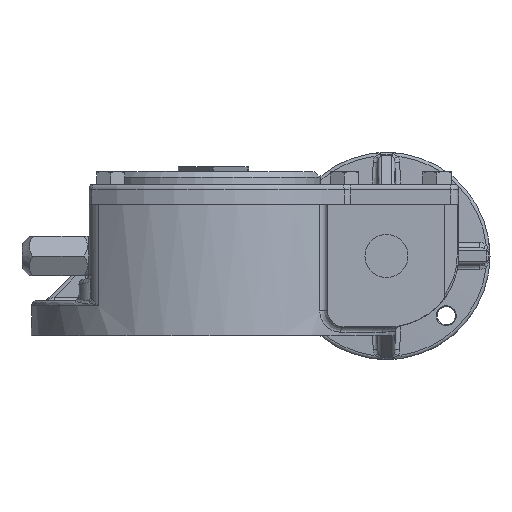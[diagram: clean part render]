
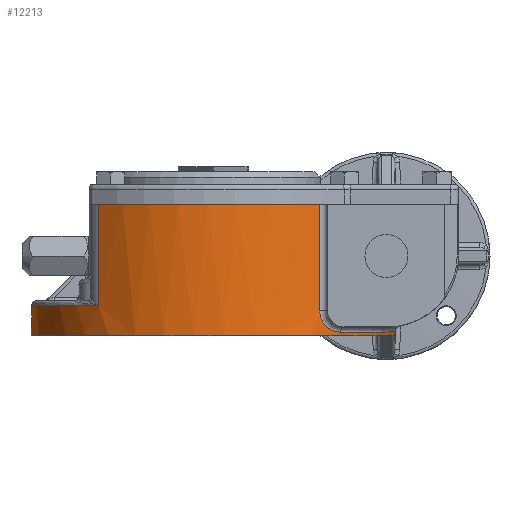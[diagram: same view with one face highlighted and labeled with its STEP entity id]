
A CAD part, front view. The second image highlights one B-rep face of the part: STEP entity #12213.
In plain terms, the highlighted cylindrical face has radius 110 mm (diameter 220 mm), a full revolution.
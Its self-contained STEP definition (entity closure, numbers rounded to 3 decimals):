
#571=B_SPLINE_CURVE_WITH_KNOTS('',3,(#18635,#18636,#18637,#18638,#18639,
#18640,#18641,#18642),.UNSPECIFIED.,.F.,.F.,(4,1,1,1,1,4),(0.,0.003,
0.006,0.012,0.017,0.023),
 .UNSPECIFIED.);
#572=B_SPLINE_CURVE_WITH_KNOTS('',3,(#18646,#18647,#18648,#18649,#18650,
#18651,#18652,#18653,#18654,#18655,#18656),.UNSPECIFIED.,.F.,.F.,(4,1,1,
1,1,1,1,1,4),(0.,0.01,0.021,0.031,
0.041,0.052,0.062,0.072,
0.083),.UNSPECIFIED.);
#573=B_SPLINE_CURVE_WITH_KNOTS('',3,(#18660,#18661,#18662,#18663,#18664,
#18665,#18666,#18667,#18668),.UNSPECIFIED.,.F.,.F.,(4,1,1,1,1,1,4),(0.,
0.006,0.012,0.015,0.017,
0.02,0.023),.UNSPECIFIED.);
#1289=LINE('',#18628,#2014);
#1290=LINE('',#18633,#2015);
#1291=LINE('',#18670,#2016);
#1292=LINE('',#18674,#2017);
#2014=VECTOR('',#15569,1000.);
#2015=VECTOR('',#15572,1000.);
#2016=VECTOR('',#15577,1000.);
#2017=VECTOR('',#15580,1000.);
#2739=CYLINDRICAL_SURFACE('',#14384,110.);
#2885=ORIENTED_EDGE('',*,*,#6298,.F.);
#2886=ORIENTED_EDGE('',*,*,#6299,.T.);
#2887=ORIENTED_EDGE('',*,*,#6300,.T.);
#2888=ORIENTED_EDGE('',*,*,#6301,.T.);
#2889=ORIENTED_EDGE('',*,*,#6302,.T.);
#2890=ORIENTED_EDGE('',*,*,#6303,.T.);
#2891=ORIENTED_EDGE('',*,*,#6304,.T.);
#2892=ORIENTED_EDGE('',*,*,#6305,.T.);
#2893=ORIENTED_EDGE('',*,*,#6306,.T.);
#2894=ORIENTED_EDGE('',*,*,#6307,.T.);
#2895=ORIENTED_EDGE('',*,*,#6308,.T.);
#2896=ORIENTED_EDGE('',*,*,#6309,.T.);
#2897=ORIENTED_EDGE('',*,*,#6310,.T.);
#6298=EDGE_CURVE('',#8305,#8305,#9750,.F.);
#6299=EDGE_CURVE('',#8306,#8307,#1289,.F.);
#6300=EDGE_CURVE('',#8307,#8308,#9751,.F.);
#6301=EDGE_CURVE('',#8308,#8309,#1290,.T.);
#6302=EDGE_CURVE('',#8309,#8310,#571,.T.);
#6303=EDGE_CURVE('',#8310,#8311,#9752,.T.);
#6304=EDGE_CURVE('',#8311,#8312,#572,.T.);
#6305=EDGE_CURVE('',#8312,#8313,#9753,.T.);
#6306=EDGE_CURVE('',#8313,#8314,#573,.T.);
#6307=EDGE_CURVE('',#8314,#8315,#1291,.F.);
#6308=EDGE_CURVE('',#8315,#8316,#9754,.F.);
#6309=EDGE_CURVE('',#8316,#8317,#1292,.T.);
#6310=EDGE_CURVE('',#8317,#8306,#9755,.F.);
#8305=VERTEX_POINT('',#18627);
#8306=VERTEX_POINT('',#18629);
#8307=VERTEX_POINT('',#18630);
#8308=VERTEX_POINT('',#18632);
#8309=VERTEX_POINT('',#18634);
#8310=VERTEX_POINT('',#18643);
#8311=VERTEX_POINT('',#18645);
#8312=VERTEX_POINT('',#18657);
#8313=VERTEX_POINT('',#18659);
#8314=VERTEX_POINT('',#18669);
#8315=VERTEX_POINT('',#18671);
#8316=VERTEX_POINT('',#18673);
#8317=VERTEX_POINT('',#18675);
#9750=CIRCLE('',#14385,110.);
#9751=CIRCLE('',#14386,110.);
#9752=CIRCLE('',#14387,110.);
#9753=CIRCLE('',#14388,110.);
#9754=CIRCLE('',#14389,110.);
#9755=CIRCLE('',#14390,110.);
#10266=EDGE_LOOP('',(#2885));
#10267=EDGE_LOOP('',(#2886,#2887,#2888,#2889,#2890,#2891,#2892,#2893,#2894,
#2895,#2896,#2897));
#11203=FACE_BOUND('',#10266,.T.);
#11204=FACE_BOUND('',#10267,.T.);
#12213=ADVANCED_FACE('',(#11203,#11204),#2739,.T.);
#14384=AXIS2_PLACEMENT_3D('',#18625,#15565,#15566);
#14385=AXIS2_PLACEMENT_3D('',#18626,#15567,#15568);
#14386=AXIS2_PLACEMENT_3D('',#18631,#15570,#15571);
#14387=AXIS2_PLACEMENT_3D('',#18644,#15573,#15574);
#14388=AXIS2_PLACEMENT_3D('',#18658,#15575,#15576);
#14389=AXIS2_PLACEMENT_3D('',#18672,#15578,#15579);
#14390=AXIS2_PLACEMENT_3D('',#18676,#15581,#15582);
#15565=DIRECTION('',(0.,0.,-1.));
#15566=DIRECTION('',(-1.,0.,0.));
#15567=DIRECTION('',(0.,0.,1.));
#15568=DIRECTION('',(1.,0.,0.));
#15569=DIRECTION('',(0.,0.,-1.));
#15570=DIRECTION('',(0.,0.,1.));
#15571=DIRECTION('',(1.,0.,0.));
#15572=DIRECTION('',(0.,0.,-1.));
#15573=DIRECTION('',(0.,0.,-1.));
#15574=DIRECTION('',(-1.,0.,0.));
#15575=DIRECTION('',(0.,0.,-1.));
#15576=DIRECTION('',(-1.,0.,0.));
#15577=DIRECTION('',(0.,0.,-1.));
#15578=DIRECTION('',(0.,0.,1.));
#15579=DIRECTION('',(1.,0.,0.));
#15580=DIRECTION('',(0.,0.,-1.));
#15581=DIRECTION('',(0.,0.,1.));
#15582=DIRECTION('',(1.,0.,0.));
#18625=CARTESIAN_POINT('',(0.,0.,82.));
#18626=CARTESIAN_POINT('',(0.,0.,0.));
#18627=CARTESIAN_POINT('',(110.,0.,0.));
#18628=CARTESIAN_POINT('',(-69.474,85.284,82.));
#18629=CARTESIAN_POINT('',(-69.474,85.284,18.));
#18630=CARTESIAN_POINT('',(-69.474,85.284,79.));
#18631=CARTESIAN_POINT('',(0.,0.,79.));
#18632=CARTESIAN_POINT('',(64.248,89.287,79.));
#18633=CARTESIAN_POINT('',(64.248,89.287,82.));
#18634=CARTESIAN_POINT('',(64.248,89.287,15.));
#18635=CARTESIAN_POINT('',(64.248,89.287,15.));
#18636=CARTESIAN_POINT('',(64.248,89.287,14.014));
#18637=CARTESIAN_POINT('',(64.463,89.133,12.085));
#18638=CARTESIAN_POINT('',(65.704,88.229,8.438));
#18639=CARTESIAN_POINT('',(68.478,86.134,4.848));
#18640=CARTESIAN_POINT('',(72.68,82.635,2.46));
#18641=CARTESIAN_POINT('',(75.502,80.021,2.));
#18642=CARTESIAN_POINT('',(76.903,78.651,2.));
#18643=CARTESIAN_POINT('',(76.903,78.651,2.));
#18644=CARTESIAN_POINT('',(0.,0.,2.));
#18645=CARTESIAN_POINT('',(102.212,40.653,2.));
#18646=CARTESIAN_POINT('',(102.212,40.653,2.));
#18647=CARTESIAN_POINT('',(103.506,37.4,2.));
#18648=CARTESIAN_POINT('',(105.763,30.825,2.113));
#18649=CARTESIAN_POINT('',(108.188,20.757,2.397));
#18650=CARTESIAN_POINT('',(109.665,10.494,2.638));
#18651=CARTESIAN_POINT('',(110.166,-0.018,2.732));
#18652=CARTESIAN_POINT('',(109.671,-10.383,2.639));
#18653=CARTESIAN_POINT('',(108.214,-20.627,2.401));
#18654=CARTESIAN_POINT('',(105.783,-30.766,2.114));
#18655=CARTESIAN_POINT('',(103.506,-37.401,2.));
#18656=CARTESIAN_POINT('',(102.212,-40.653,2.));
#18657=CARTESIAN_POINT('',(102.212,-40.653,2.));
#18658=CARTESIAN_POINT('',(0.,0.,2.));
#18659=CARTESIAN_POINT('',(76.903,-78.651,2.));
#18660=CARTESIAN_POINT('',(76.903,-78.651,2.));
#18661=CARTESIAN_POINT('',(75.502,-80.021,2.));
#18662=CARTESIAN_POINT('',(72.661,-82.652,2.465));
#18663=CARTESIAN_POINT('',(69.174,-85.553,4.458));
#18664=CARTESIAN_POINT('',(66.818,-87.388,6.992));
#18665=CARTESIAN_POINT('',(65.392,-88.457,9.359));
#18666=CARTESIAN_POINT('',(64.472,-89.127,12.044));
#18667=CARTESIAN_POINT('',(64.248,-89.287,14.013));
#18668=CARTESIAN_POINT('',(64.248,-89.287,15.));
#18669=CARTESIAN_POINT('',(64.248,-89.287,15.));
#18670=CARTESIAN_POINT('',(64.248,-89.287,82.));
#18671=CARTESIAN_POINT('',(64.248,-89.287,79.));
#18672=CARTESIAN_POINT('',(0.,0.,79.));
#18673=CARTESIAN_POINT('',(-69.474,-85.284,79.));
#18674=CARTESIAN_POINT('',(-69.474,-85.284,82.));
#18675=CARTESIAN_POINT('',(-69.474,-85.284,18.));
#18676=CARTESIAN_POINT('',(0.,0.,18.));
